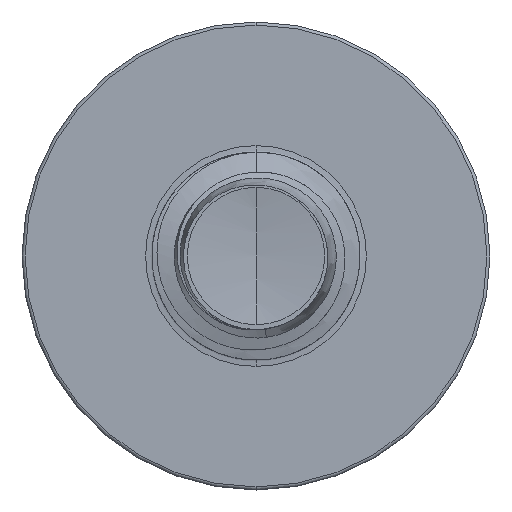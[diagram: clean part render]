
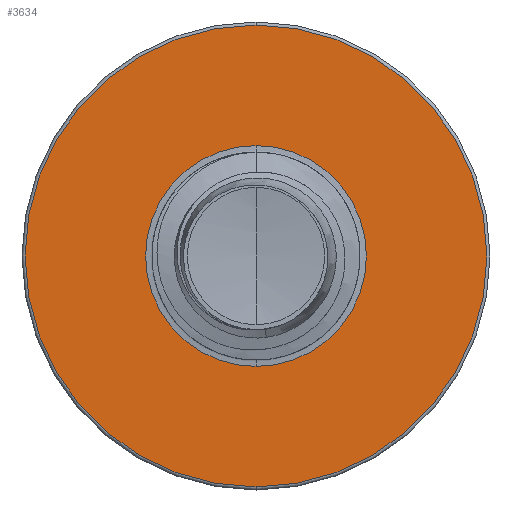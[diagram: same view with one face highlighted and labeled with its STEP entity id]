
A CAD part, front view. The second image highlights one B-rep face of the part: STEP entity #3634.
In plain terms, the highlighted planar face has unit normal (0, -1, 0).
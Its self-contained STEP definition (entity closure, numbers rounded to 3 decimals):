
#247 = CARTESIAN_POINT ( 'NONE',  ( 0., 16., 0. ) ) ;
#746 = DIRECTION ( 'NONE',  ( 0., 1., 0. ) ) ;
#1138 = EDGE_CURVE ( 'NONE', #9107, #20168, #12372, .T. ) ;
#2374 = DIRECTION ( 'NONE',  ( 0., 0., 1. ) ) ;
#2604 = DIRECTION ( 'NONE',  ( 0., 1., 0. ) ) ;
#3033 = DIRECTION ( 'NONE',  ( 0., 0., 1. ) ) ;
#3067 = DIRECTION ( 'NONE',  ( 0., 1., 0. ) ) ;
#3164 = CARTESIAN_POINT ( 'NONE',  ( 0., 16., 0. ) ) ;
#3267 = CARTESIAN_POINT ( 'NONE',  ( 0., 16., -3.186 ) ) ;
#3634 = ADVANCED_FACE ( 'NONE', ( #8679, #8005 ), #15345, .F. ) ;
#5467 = AXIS2_PLACEMENT_3D ( 'NONE', #21777, #9065, #23840 ) ;
#5821 = VERTEX_POINT ( 'NONE', #11559 ) ;
#7492 = ORIENTED_EDGE ( 'NONE', *, *, #1138, .T. ) ;
#8005 = FACE_BOUND ( 'NONE', #20766, .T. ) ;
#8679 = FACE_OUTER_BOUND ( 'NONE', #27225, .T. ) ;
#9065 = DIRECTION ( 'NONE',  ( 0., 1., 0. ) ) ;
#9107 = VERTEX_POINT ( 'NONE', #11397 ) ;
#11397 = CARTESIAN_POINT ( 'NONE',  ( 0., 16., 3.186 ) ) ;
#11559 = CARTESIAN_POINT ( 'NONE',  ( 0., 16., 6.66 ) ) ;
#12372 = CIRCLE ( 'NONE', #17741, 3.186 ) ;
#13412 = EDGE_CURVE ( 'NONE', #5821, #16029, #17156, .T. ) ;
#13468 = CARTESIAN_POINT ( 'NONE',  ( 0., 16., 0. ) ) ;
#15073 = ORIENTED_EDGE ( 'NONE', *, *, #22930, .F. ) ;
#15116 = DIRECTION ( 'NONE',  ( 0., 1., 0. ) ) ;
#15345 = PLANE ( 'NONE',  #18195 ) ;
#15439 = CIRCLE ( 'NONE', #24066, 3.186 ) ;
#15607 = DIRECTION ( 'NONE',  ( 0., 0., 1. ) ) ;
#16029 = VERTEX_POINT ( 'NONE', #16671 ) ;
#16605 = ORIENTED_EDGE ( 'NONE', *, *, #13412, .F. ) ;
#16671 = CARTESIAN_POINT ( 'NONE',  ( 0., 16., -6.66 ) ) ;
#17156 = CIRCLE ( 'NONE', #19867, 6.66 ) ;
#17395 = CARTESIAN_POINT ( 'NONE',  ( 0., 16., -3.186 ) ) ;
#17493 = DIRECTION ( 'NONE',  ( 0., 0., 1. ) ) ;
#17741 = AXIS2_PLACEMENT_3D ( 'NONE', #3164, #3067, #3033 ) ;
#18195 = AXIS2_PLACEMENT_3D ( 'NONE', #17395, #2604, #17493 ) ;
#18644 = ORIENTED_EDGE ( 'NONE', *, *, #21021, .T. ) ;
#19802 = CIRCLE ( 'NONE', #5467, 6.66 ) ;
#19867 = AXIS2_PLACEMENT_3D ( 'NONE', #247, #15116, #2374 ) ;
#20168 = VERTEX_POINT ( 'NONE', #3267 ) ;
#20766 = EDGE_LOOP ( 'NONE', ( #7492, #18644 ) ) ;
#21021 = EDGE_CURVE ( 'NONE', #20168, #9107, #15439, .T. ) ;
#21777 = CARTESIAN_POINT ( 'NONE',  ( 0., 16., 0. ) ) ;
#22930 = EDGE_CURVE ( 'NONE', #16029, #5821, #19802, .T. ) ;
#23840 = DIRECTION ( 'NONE',  ( 0., 0., 1. ) ) ;
#24066 = AXIS2_PLACEMENT_3D ( 'NONE', #13468, #746, #15607 ) ;
#27225 = EDGE_LOOP ( 'NONE', ( #16605, #15073 ) ) ;
